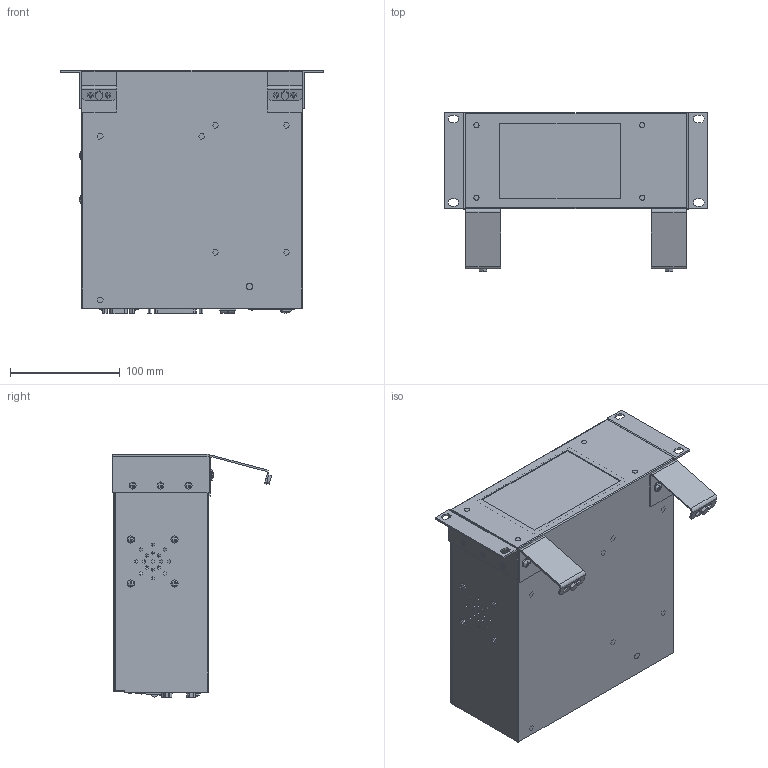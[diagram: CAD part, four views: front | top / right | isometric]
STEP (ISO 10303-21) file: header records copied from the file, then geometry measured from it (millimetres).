
FILE_DESCRIPTION (( 'STEP AP214' ), '1' );
FILE_NAME ('QC-TM_QUARTZ_CRYSTAL_THICKNESS_MONITOR.STEP', '2019-12-12T01:36:46', ( 'admin' ), ( 'Microsoft' ), 'SwSTEP 2.0', 'SolidWorks 2016', '' );
FILE_SCHEMA (( 'AUTOMOTIVE_DESIGN' ));
Length unit declared in the file: inch
Products named in the file (2): QCM-TM; QC-TM_QUARTZ_CRYSTAL_THICKNESS_MONITOR
Assembly tree (1 placements, depth 2):
  QC-TM_QUARTZ_CRYSTAL_THICKNESS_MONITOR
    QCM-TM
Bounding box: 240.51 x 145.18 x 222.1 mm (x, y, z)
Topology: 0 solids, 97 shells, 896 faces, 3305 edges, 2435 vertices
Faces by surface type: plane 466, cylinder 294, cone 68, bspline 68
Entity records: 44120 total; most frequent: CARTESIAN_POINT 17608, DIRECTION 5005, ORIENTED_EDGE 4931, EDGE_CURVE 3276, VERTEX_POINT 2436, VECTOR 1913, LINE 1913, AXIS2_PLACEMENT_3D 1546
